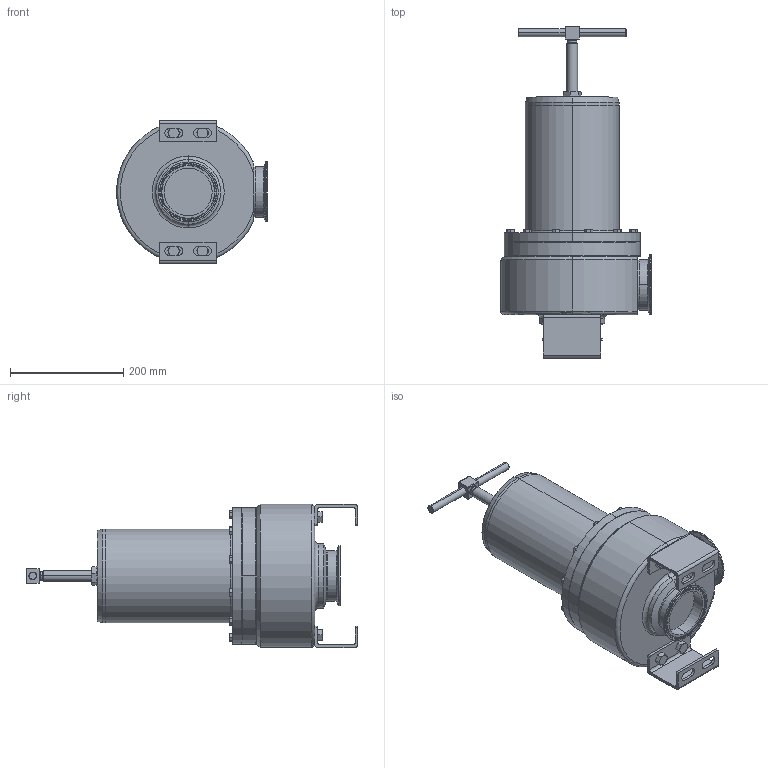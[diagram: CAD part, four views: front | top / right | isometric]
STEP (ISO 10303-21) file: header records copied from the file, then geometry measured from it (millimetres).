
FILE_DESCRIPTION (( 'STEP AP203' ), '1' );
FILE_NAME ('96S-80.STEP', '2017-06-07T11:25:09', ( '' ), ( '' ), 'SwSTEP 2.0', 'SolidWorks 2014', '' );
FILE_SCHEMA (( 'CONFIG_CONTROL_DESIGN' ));
Length unit declared in the file: inch
Products named in the file (2): 96S-80
Bounding box: 266.06 x 585.98 x 252.86 mm (x, y, z)
Volume: 12601667.1 mm3; surface area: 479051.4 mm2
Topology: 1 solids, 1 shells, 442 faces, 1039 edges, 635 vertices
Faces by surface type: plane 177, cone 137, cylinder 97, torus 31
Entity records: 13650 total; most frequent: CARTESIAN_POINT 3438, DIRECTION 2099, ORIENTED_EDGE 2078, EDGE_CURVE 1039, AXIS2_PLACEMENT_3D 838, VERTEX_POINT 635, EDGE_LOOP 510, FACE_OUTER_BOUND 442
